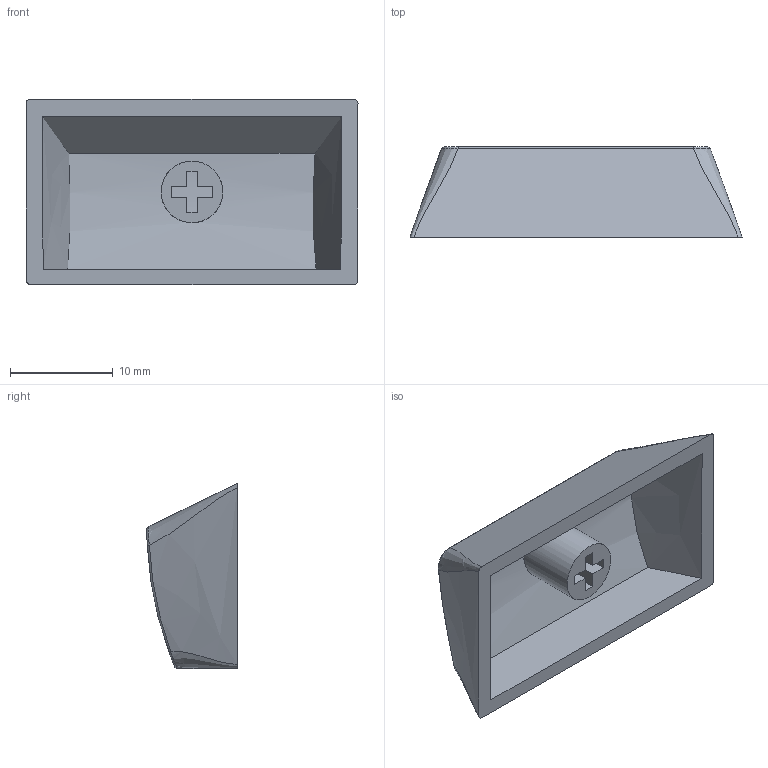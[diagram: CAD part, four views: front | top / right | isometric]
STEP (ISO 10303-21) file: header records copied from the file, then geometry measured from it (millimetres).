
FILE_DESCRIPTION(/* description */ (''),/* implementation_level */ '2;1');
FILE_NAME(/* name */ 'r4_175C.step',/* time_stamp */ '2019-02-27T20:14:27-05:00',/* author */ ('sbl28'),/* organization */ (''),/* preprocessor_version */ 'ST-DEVELOPER v17.2',/* originating_system */ 'Autodesk Translation Framework v7.6.0.251',/* authorisation */ '');
FILE_SCHEMA (('AUTOMOTIVE_DESIGN { 1 0 10303 214 3 1 1 }'));
Length unit declared in the file: millimetre
Products named in the file (1): r4_175C
Bounding box: 32.3 x 8.8 x 18 mm (x, y, z)
Volume: 1541.2 mm3; surface area: 2246.8 mm2
Topology: 1 solids, 1 shells, 38 faces, 94 edges, 61 vertices
Faces by surface type: plane 18, bspline 14, cylinder 6
Full cylindrical faces by diameter (mm): 6 x1
Entity records: 3163 total; most frequent: CARTESIAN_POINT 2332, ORIENTED_EDGE 188, DIRECTION 125, EDGE_CURVE 94, VERTEX_POINT 61, LINE 43, VECTOR 43, EDGE_LOOP 41
